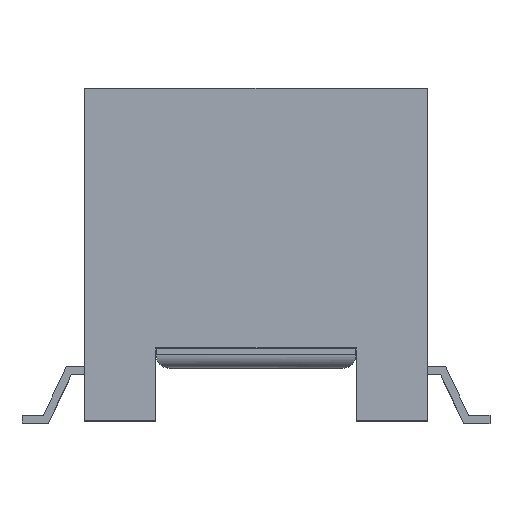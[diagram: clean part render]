
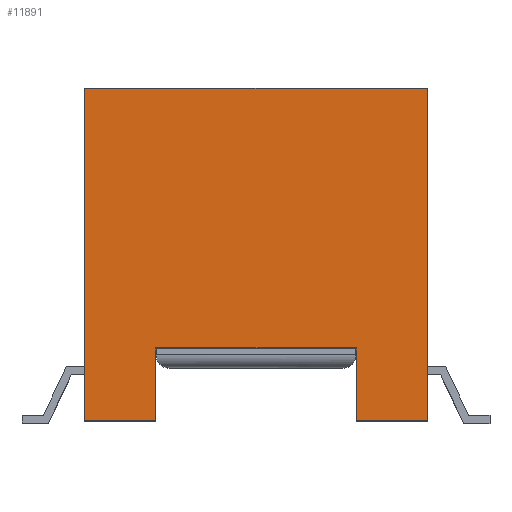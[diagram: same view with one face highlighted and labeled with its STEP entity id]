
A CAD part, top view. The second image highlights one B-rep face of the part: STEP entity #11891.
In plain terms, the highlighted planar face has unit normal (0, 0, -1).
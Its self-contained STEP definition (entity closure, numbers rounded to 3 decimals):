
#339 = EDGE_LOOP ( 'NONE', ( #6729, #6731, #6730, #6732, #6734, #6733, #6735, #6737 ) ) ;
#885 = VECTOR ( 'NONE', #13977, 1000. ) ;
#886 = VECTOR ( 'NONE', #13975, 1000. ) ;
#887 = VECTOR ( 'NONE', #13973, 1000. ) ;
#888 = VECTOR ( 'NONE', #13971, 1000. ) ;
#889 = VECTOR ( 'NONE', #13969, 1000. ) ;
#1953 = VERTEX_POINT ( 'NONE', #6582 ) ;
#2160 = AXIS2_PLACEMENT_3D ( 'NONE', #6257, #6258, #6259 ) ;
#5301 = EDGE_CURVE ( 'NONE', #1953, #10317, #12162, .T. ) ;
#5601 = EDGE_CURVE ( 'NONE', #10322, #10317, #12251, .T. ) ;
#5725 = EDGE_CURVE ( 'NONE', #10380, #10322, #12352, .T. ) ;
#5801 = EDGE_CURVE ( 'NONE', #7666, #7667, #12391, .T. ) ;
#5802 = EDGE_CURVE ( 'NONE', #7665, #7666, #12393, .T. ) ;
#5803 = EDGE_CURVE ( 'NONE', #7667, #1953, #12395, .T. ) ;
#5804 = EDGE_CURVE ( 'NONE', #10380, #7668, #12397, .T. ) ;
#5805 = EDGE_CURVE ( 'NONE', #7668, #7665, #12398, .T. ) ;
#5994 = VECTOR ( 'NONE', #12978, 1000. ) ;
#6050 = VECTOR ( 'NONE', #13748, 1000. ) ;
#6110 = VECTOR ( 'NONE', #13862, 1000. ) ;
#6256 = PLANE ( 'NONE',  #2160 ) ;
#6257 = CARTESIAN_POINT ( 'NONE',  ( -6.5, 12.6, 6.73 ) ) ;
#6258 = DIRECTION ( 'NONE',  ( 0., 0., -1. ) ) ;
#6259 = DIRECTION ( 'NONE',  ( -1., 0., 0. ) ) ;
#6441 = FACE_OUTER_BOUND ( 'NONE', #339, .T. ) ;
#6582 = CARTESIAN_POINT ( 'NONE',  ( -6.5, 12.6, 6.73 ) ) ;
#6729 = ORIENTED_EDGE ( 'NONE', *, *, #5802, .T. ) ;
#6730 = ORIENTED_EDGE ( 'NONE', *, *, #5803, .T. ) ;
#6731 = ORIENTED_EDGE ( 'NONE', *, *, #5801, .T. ) ;
#6732 = ORIENTED_EDGE ( 'NONE', *, *, #5301, .T. ) ;
#6733 = ORIENTED_EDGE ( 'NONE', *, *, #5725, .F. ) ;
#6734 = ORIENTED_EDGE ( 'NONE', *, *, #5601, .F. ) ;
#6735 = ORIENTED_EDGE ( 'NONE', *, *, #5804, .T. ) ;
#6737 = ORIENTED_EDGE ( 'NONE', *, *, #5805, .T. ) ;
#7665 = VERTEX_POINT ( 'NONE', #14777 ) ;
#7666 = VERTEX_POINT ( 'NONE', #14778 ) ;
#7667 = VERTEX_POINT ( 'NONE', #14779 ) ;
#7668 = VERTEX_POINT ( 'NONE', #14780 ) ;
#10317 = VERTEX_POINT ( 'NONE', #14950 ) ;
#10322 = VERTEX_POINT ( 'NONE', #14955 ) ;
#10380 = VERTEX_POINT ( 'NONE', #15013 ) ;
#11891 = ADVANCED_FACE ( 'NONE', ( #6441 ), #6256, .T. ) ;
#12162 = LINE ( 'NONE', #12977, #5994 ) ;
#12251 = LINE ( 'NONE', #13747, #6050 ) ;
#12352 = LINE ( 'NONE', #13861, #6110 ) ;
#12391 = LINE ( 'NONE', #13968, #889 ) ;
#12393 = LINE ( 'NONE', #13970, #888 ) ;
#12395 = LINE ( 'NONE', #13972, #887 ) ;
#12397 = LINE ( 'NONE', #13974, #886 ) ;
#12398 = LINE ( 'NONE', #13976, #885 ) ;
#12977 = CARTESIAN_POINT ( 'NONE',  ( -6.5, 12.6, 6.73 ) ) ;
#12978 = DIRECTION ( 'NONE',  ( 1., 0., 0. ) ) ;
#13747 = CARTESIAN_POINT ( 'NONE',  ( 6.5, 12.6, 6.73 ) ) ;
#13748 = DIRECTION ( 'NONE',  ( 0., 1., 0. ) ) ;
#13861 = CARTESIAN_POINT ( 'NONE',  ( 6.5, 0., 6.73 ) ) ;
#13862 = DIRECTION ( 'NONE',  ( 1., 0., 0. ) ) ;
#13968 = CARTESIAN_POINT ( 'NONE',  ( -6.5, 0., 6.73 ) ) ;
#13969 = DIRECTION ( 'NONE',  ( -1., 0., 0. ) ) ;
#13970 = CARTESIAN_POINT ( 'NONE',  ( -3.8, 12.6, 6.73 ) ) ;
#13971 = DIRECTION ( 'NONE',  ( 0., -1., 0. ) ) ;
#13972 = CARTESIAN_POINT ( 'NONE',  ( -6.5, 12.6, 6.73 ) ) ;
#13973 = DIRECTION ( 'NONE',  ( 0., 1., 0. ) ) ;
#13974 = CARTESIAN_POINT ( 'NONE',  ( 3.8, 12.6, 6.73 ) ) ;
#13975 = DIRECTION ( 'NONE',  ( 0., 1., 0. ) ) ;
#13976 = CARTESIAN_POINT ( 'NONE',  ( -6.5, 2.75, 6.73 ) ) ;
#13977 = DIRECTION ( 'NONE',  ( -1., 0., 0. ) ) ;
#14777 = CARTESIAN_POINT ( 'NONE',  ( -3.8, 2.75, 6.73 ) ) ;
#14778 = CARTESIAN_POINT ( 'NONE',  ( -3.8, 0., 6.73 ) ) ;
#14779 = CARTESIAN_POINT ( 'NONE',  ( -6.5, 0., 6.73 ) ) ;
#14780 = CARTESIAN_POINT ( 'NONE',  ( 3.8, 2.75, 6.73 ) ) ;
#14950 = CARTESIAN_POINT ( 'NONE',  ( 6.5, 12.6, 6.73 ) ) ;
#14955 = CARTESIAN_POINT ( 'NONE',  ( 6.5, 0., 6.73 ) ) ;
#15013 = CARTESIAN_POINT ( 'NONE',  ( 3.8, 0., 6.73 ) ) ;
